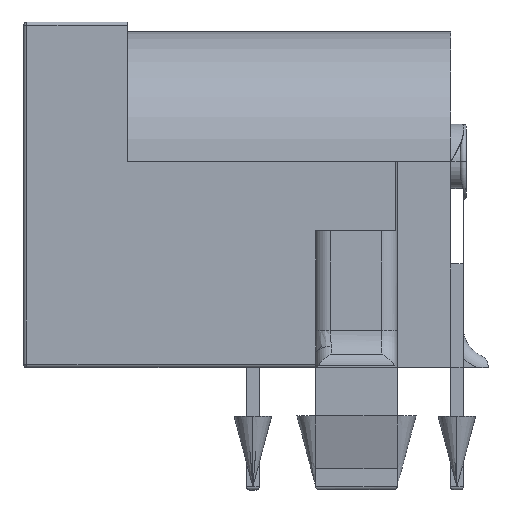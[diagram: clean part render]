
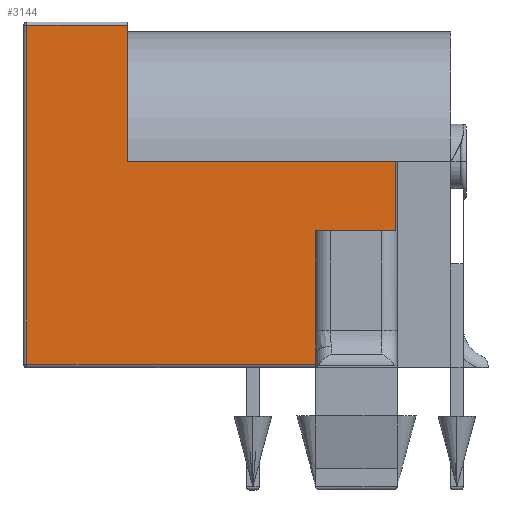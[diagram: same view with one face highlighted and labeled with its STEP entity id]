
A CAD part, top view. The second image highlights one B-rep face of the part: STEP entity #3144.
In plain terms, the highlighted planar face has unit normal (0, 0, 1).
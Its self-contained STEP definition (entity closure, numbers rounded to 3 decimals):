
#4 = LINE ( 'NONE', #3732, #3234 ) ;
#127 = ORIENTED_EDGE ( 'NONE', *, *, #724, .T. ) ;
#235 = FACE_OUTER_BOUND ( 'NONE', #1916, .T. ) ;
#308 = VERTEX_POINT ( 'NONE', #2447 ) ;
#321 = VECTOR ( 'NONE', #4229, 1000. ) ;
#339 = CARTESIAN_POINT ( 'NONE',  ( 3.3, 6.55, 0. ) ) ;
#407 = DIRECTION ( 'NONE',  ( 0., -1., 0. ) ) ;
#437 = CARTESIAN_POINT ( 'NONE',  ( 11.9, 4.35, 0. ) ) ;
#526 = CARTESIAN_POINT ( 'NONE',  ( 0., 10.9, 0. ) ) ;
#650 = CARTESIAN_POINT ( 'NONE',  ( 11.858, 4.35, 0. ) ) ;
#665 = VERTEX_POINT ( 'NONE', #3410 ) ;
#678 = LINE ( 'NONE', #2613, #3236 ) ;
#710 = EDGE_CURVE ( 'NONE', #2303, #2808, #3761, .T. ) ;
#724 = EDGE_CURVE ( 'NONE', #2303, #1117, #2031, .T. ) ;
#744 = EDGE_CURVE ( 'NONE', #2700, #1117, #877, .T. ) ;
#773 = VERTEX_POINT ( 'NONE', #1214 ) ;
#823 = LINE ( 'NONE', #2520, #2243 ) ;
#834 = CARTESIAN_POINT ( 'NONE',  ( 3.3, 6.55, 0. ) ) ;
#877 = LINE ( 'NONE', #834, #4269 ) ;
#909 = EDGE_CURVE ( 'NONE', #2829, #2700, #2944, .T. ) ;
#924 = DIRECTION ( 'NONE',  ( -1., 0., 0. ) ) ;
#1045 = DIRECTION ( 'NONE',  ( 0., -1., 0. ) ) ;
#1050 = EDGE_CURVE ( 'NONE', #308, #665, #4, .T. ) ;
#1117 = VERTEX_POINT ( 'NONE', #2201 ) ;
#1214 = CARTESIAN_POINT ( 'NONE',  ( 0.1, 0.1, 0. ) ) ;
#1235 = LINE ( 'NONE', #526, #1724 ) ;
#1663 = VERTEX_POINT ( 'NONE', #3290 ) ;
#1721 = VECTOR ( 'NONE', #3945, 1000. ) ;
#1724 = VECTOR ( 'NONE', #924, 1000. ) ;
#1728 = EDGE_CURVE ( 'NONE', #4218, #773, #3422, .T. ) ;
#1763 = CARTESIAN_POINT ( 'NONE',  ( 9.3, 4.35, 0. ) ) ;
#1794 = DIRECTION ( 'NONE',  ( -1., 0., 0. ) ) ;
#1828 = CARTESIAN_POINT ( 'NONE',  ( 13.6, 0.1, 0. ) ) ;
#1916 = EDGE_LOOP ( 'NONE', ( #3891, #127, #3865, #3431, #2543, #2057, #2336, #2849, #2470, #3498 ) ) ;
#2031 = LINE ( 'NONE', #4112, #2611 ) ;
#2057 = ORIENTED_EDGE ( 'NONE', *, *, #1728, .T. ) ;
#2063 = CARTESIAN_POINT ( 'NONE',  ( 0.1, 11., 0. ) ) ;
#2165 = DIRECTION ( 'NONE',  ( 1., 0., 0. ) ) ;
#2173 = DIRECTION ( 'NONE',  ( 0., -1., 0. ) ) ;
#2201 = CARTESIAN_POINT ( 'NONE',  ( 11.858, 6.55, 0. ) ) ;
#2240 = EDGE_CURVE ( 'NONE', #773, #1663, #2504, .T. ) ;
#2243 = VECTOR ( 'NONE', #2173, 1000. ) ;
#2282 = EDGE_CURVE ( 'NONE', #665, #1663, #823, .T. ) ;
#2303 = VERTEX_POINT ( 'NONE', #650 ) ;
#2336 = ORIENTED_EDGE ( 'NONE', *, *, #2240, .T. ) ;
#2361 = DIRECTION ( 'NONE',  ( 0., 1., 0. ) ) ;
#2447 = CARTESIAN_POINT ( 'NONE',  ( 9.3, 1.166, 0. ) ) ;
#2470 = ORIENTED_EDGE ( 'NONE', *, *, #1050, .F. ) ;
#2504 = LINE ( 'NONE', #1828, #321 ) ;
#2520 = CARTESIAN_POINT ( 'NONE',  ( 9.3, 4.15, 0. ) ) ;
#2543 = ORIENTED_EDGE ( 'NONE', *, *, #3546, .T. ) ;
#2611 = VECTOR ( 'NONE', #2361, 1000. ) ;
#2613 = CARTESIAN_POINT ( 'NONE',  ( 9.3, 4.15, 0. ) ) ;
#2632 = CARTESIAN_POINT ( 'NONE',  ( 3.3, 6.55, 0. ) ) ;
#2668 = DIRECTION ( 'NONE',  ( -1., 0., 0. ) ) ;
#2700 = VERTEX_POINT ( 'NONE', #339 ) ;
#2808 = VERTEX_POINT ( 'NONE', #1763 ) ;
#2829 = VERTEX_POINT ( 'NONE', #4054 ) ;
#2849 = ORIENTED_EDGE ( 'NONE', *, *, #2282, .F. ) ;
#2944 = LINE ( 'NONE', #2632, #1721 ) ;
#2996 = DIRECTION ( 'NONE',  ( 0., 0., -1. ) ) ;
#3010 = VECTOR ( 'NONE', #1794, 1000. ) ;
#3144 = ADVANCED_FACE ( 'NONE', ( #235 ), #3287, .F. ) ;
#3234 = VECTOR ( 'NONE', #407, 1000. ) ;
#3236 = VECTOR ( 'NONE', #4039, 1000. ) ;
#3287 = PLANE ( 'NONE',  #4137 ) ;
#3290 = CARTESIAN_POINT ( 'NONE',  ( 9.3, 0.1, 0. ) ) ;
#3391 = EDGE_CURVE ( 'NONE', #2808, #308, #678, .T. ) ;
#3410 = CARTESIAN_POINT ( 'NONE',  ( 9.3, 0.418, 0. ) ) ;
#3422 = LINE ( 'NONE', #2063, #3982 ) ;
#3431 = ORIENTED_EDGE ( 'NONE', *, *, #909, .F. ) ;
#3498 = ORIENTED_EDGE ( 'NONE', *, *, #3391, .F. ) ;
#3546 = EDGE_CURVE ( 'NONE', #2829, #4218, #1235, .T. ) ;
#3654 = CARTESIAN_POINT ( 'NONE',  ( 0., 11., 0. ) ) ;
#3732 = CARTESIAN_POINT ( 'NONE',  ( 9.3, 4.15, 0. ) ) ;
#3761 = LINE ( 'NONE', #437, #3010 ) ;
#3865 = ORIENTED_EDGE ( 'NONE', *, *, #744, .F. ) ;
#3886 = CARTESIAN_POINT ( 'NONE',  ( 0.1, 10.9, 0. ) ) ;
#3891 = ORIENTED_EDGE ( 'NONE', *, *, #710, .F. ) ;
#3945 = DIRECTION ( 'NONE',  ( 0., -1., 0. ) ) ;
#3982 = VECTOR ( 'NONE', #1045, 1000. ) ;
#4039 = DIRECTION ( 'NONE',  ( 0., -1., 0. ) ) ;
#4054 = CARTESIAN_POINT ( 'NONE',  ( 3.3, 10.9, 0. ) ) ;
#4112 = CARTESIAN_POINT ( 'NONE',  ( 11.858, 4.35, 0. ) ) ;
#4137 = AXIS2_PLACEMENT_3D ( 'NONE', #3654, #2996, #2668 ) ;
#4218 = VERTEX_POINT ( 'NONE', #3886 ) ;
#4229 = DIRECTION ( 'NONE',  ( 1., 0., 0. ) ) ;
#4269 = VECTOR ( 'NONE', #2165, 1000. ) ;
